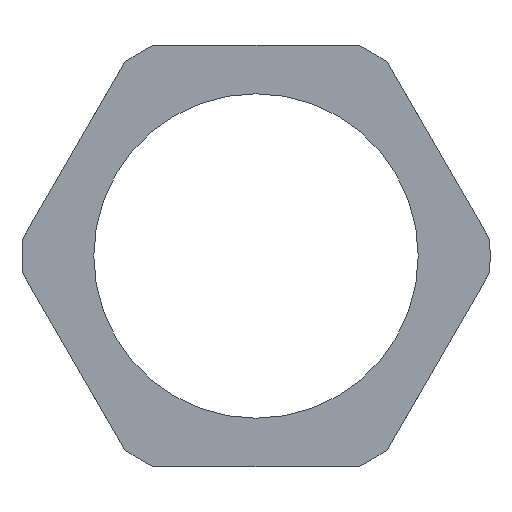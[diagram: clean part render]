
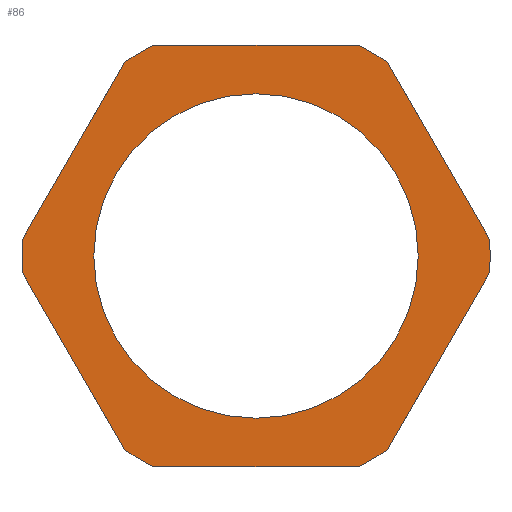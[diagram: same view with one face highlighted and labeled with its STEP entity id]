
A CAD part, front view. The second image highlights one B-rep face of the part: STEP entity #86.
In plain terms, the highlighted planar face has unit normal (0, -1, 0).
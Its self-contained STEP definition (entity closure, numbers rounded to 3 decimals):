
#42=FACE_BOUND('',#134,.T.);
#43=FACE_BOUND('',#135,.T.);
#54=CIRCLE('',#413,10.);
#56=CIRCLE('',#417,10.);
#58=CIRCLE('',#421,10.);
#60=CIRCLE('',#425,10.);
#62=CIRCLE('',#429,10.);
#64=CIRCLE('',#433,10.);
#72=CIRCLE('',#443,6.93);
#86=ADVANCED_FACE('',(#42,#43),#101,.T.);
#101=PLANE('',#444);
#134=EDGE_LOOP('',(#229));
#135=EDGE_LOOP('',(#230,#231,#232,#233,#234,#235,#236,#237,#238,#239,#240,
#241));
#229=ORIENTED_EDGE('',*,*,#361,.F.);
#230=ORIENTED_EDGE('',*,*,#311,.T.);
#231=ORIENTED_EDGE('',*,*,#314,.T.);
#232=ORIENTED_EDGE('',*,*,#319,.T.);
#233=ORIENTED_EDGE('',*,*,#322,.T.);
#234=ORIENTED_EDGE('',*,*,#327,.T.);
#235=ORIENTED_EDGE('',*,*,#330,.T.);
#236=ORIENTED_EDGE('',*,*,#335,.T.);
#237=ORIENTED_EDGE('',*,*,#338,.T.);
#238=ORIENTED_EDGE('',*,*,#343,.T.);
#239=ORIENTED_EDGE('',*,*,#346,.T.);
#240=ORIENTED_EDGE('',*,*,#351,.T.);
#241=ORIENTED_EDGE('',*,*,#353,.T.);
#269=VERTEX_POINT('',#563);
#273=VERTEX_POINT('',#577);
#275=VERTEX_POINT('',#583);
#279=VERTEX_POINT('',#599);
#281=VERTEX_POINT('',#605);
#285=VERTEX_POINT('',#621);
#287=VERTEX_POINT('',#627);
#291=VERTEX_POINT('',#643);
#293=VERTEX_POINT('',#649);
#297=VERTEX_POINT('',#665);
#299=VERTEX_POINT('',#671);
#303=VERTEX_POINT('',#687);
#305=VERTEX_POINT('',#703);
#311=EDGE_CURVE('',#269,#273,#365,.T.);
#314=EDGE_CURVE('',#273,#275,#54,.T.);
#319=EDGE_CURVE('',#275,#279,#369,.T.);
#322=EDGE_CURVE('',#279,#281,#56,.T.);
#327=EDGE_CURVE('',#281,#285,#373,.T.);
#330=EDGE_CURVE('',#285,#287,#58,.T.);
#335=EDGE_CURVE('',#287,#291,#377,.T.);
#338=EDGE_CURVE('',#291,#293,#60,.T.);
#343=EDGE_CURVE('',#293,#297,#381,.T.);
#346=EDGE_CURVE('',#297,#299,#62,.T.);
#351=EDGE_CURVE('',#299,#303,#385,.T.);
#353=EDGE_CURVE('',#303,#269,#64,.T.);
#361=EDGE_CURVE('',#305,#305,#72,.T.);
#365=LINE('',#578,#389);
#369=LINE('',#600,#393);
#373=LINE('',#622,#397);
#377=LINE('',#644,#401);
#381=LINE('',#666,#405);
#385=LINE('',#688,#409);
#389=VECTOR('',#457,1.);
#393=VECTOR('',#469,1.);
#397=VECTOR('',#481,1.);
#401=VECTOR('',#493,1.);
#405=VECTOR('',#505,1.);
#409=VECTOR('',#517,1.);
#413=AXIS2_PLACEMENT_3D('',#584,#463,#464);
#417=AXIS2_PLACEMENT_3D('',#606,#475,#476);
#421=AXIS2_PLACEMENT_3D('',#628,#487,#488);
#425=AXIS2_PLACEMENT_3D('',#650,#499,#500);
#429=AXIS2_PLACEMENT_3D('',#672,#511,#512);
#433=AXIS2_PLACEMENT_3D('',#691,#522,#523);
#443=AXIS2_PLACEMENT_3D('',#702,#542,#543);
#444=AXIS2_PLACEMENT_3D('',#704,#544,#545);
#457=DIRECTION('',(-0.5,0.,0.866));
#463=DIRECTION('',(0.,-1.,0.));
#464=DIRECTION('',(0.,0.,1.));
#469=DIRECTION('',(-1.,0.,0.));
#475=DIRECTION('',(0.,-1.,0.));
#476=DIRECTION('',(0.,0.,1.));
#481=DIRECTION('',(-0.5,0.,-0.866));
#487=DIRECTION('',(0.,-1.,0.));
#488=DIRECTION('',(0.,0.,1.));
#493=DIRECTION('',(0.5,0.,-0.866));
#499=DIRECTION('',(0.,-1.,0.));
#500=DIRECTION('',(0.,0.,1.));
#505=DIRECTION('',(1.,0.,0.));
#511=DIRECTION('',(0.,-1.,0.));
#512=DIRECTION('',(0.,0.,1.));
#517=DIRECTION('',(0.5,0.,0.866));
#522=DIRECTION('',(0.,-1.,0.));
#523=DIRECTION('',(0.,0.,1.));
#542=DIRECTION('',(0.,-1.,0.));
#543=DIRECTION('',(0.,0.,-1.));
#544=DIRECTION('',(0.,-1.,0.));
#545=DIRECTION('',(0.,0.,-1.));
#563=CARTESIAN_POINT('',(59.974,50.,0.725));
#577=CARTESIAN_POINT('',(55.615,50.,8.275));
#578=CARTESIAN_POINT('',(59.974,50.,0.725));
#583=CARTESIAN_POINT('',(54.359,50.,9.));
#584=CARTESIAN_POINT('',(50.,50.,0.));
#599=CARTESIAN_POINT('',(45.641,50.,9.));
#600=CARTESIAN_POINT('',(54.359,50.,9.));
#605=CARTESIAN_POINT('',(44.385,50.,8.275));
#606=CARTESIAN_POINT('',(50.,50.,0.));
#621=CARTESIAN_POINT('',(40.026,50.,0.725));
#622=CARTESIAN_POINT('',(44.385,50.,8.275));
#627=CARTESIAN_POINT('',(40.026,50.,-0.725));
#628=CARTESIAN_POINT('',(50.,50.,0.));
#643=CARTESIAN_POINT('',(44.385,50.,-8.275));
#644=CARTESIAN_POINT('',(40.026,50.,-0.725));
#649=CARTESIAN_POINT('',(45.641,50.,-9.));
#650=CARTESIAN_POINT('',(50.,50.,0.));
#665=CARTESIAN_POINT('',(54.359,50.,-9.));
#666=CARTESIAN_POINT('',(45.641,50.,-9.));
#671=CARTESIAN_POINT('',(55.615,50.,-8.275));
#672=CARTESIAN_POINT('',(50.,50.,0.));
#687=CARTESIAN_POINT('',(59.974,50.,-0.725));
#688=CARTESIAN_POINT('',(55.615,50.,-8.275));
#691=CARTESIAN_POINT('',(50.,50.,0.));
#702=CARTESIAN_POINT('',(50.,50.,0.));
#703=CARTESIAN_POINT('',(50.,50.,-6.93));
#704=CARTESIAN_POINT('',(50.,50.,0.));
